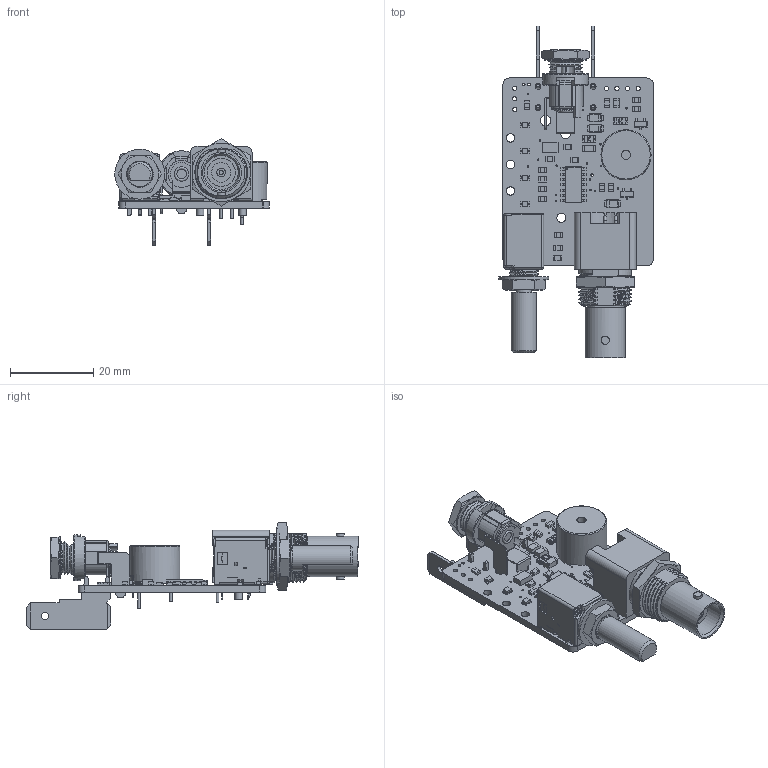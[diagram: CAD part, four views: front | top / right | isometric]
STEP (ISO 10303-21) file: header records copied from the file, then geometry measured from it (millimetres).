
FILE_DESCRIPTION(/* description */ (''),/* implementation_level */ '2;1');
FILE_NAME(/* name */ 'Papra Control PCBA v0.5.step',/* time_stamp */ '2021-05-22T14:35:53-07:00',/* author */ (''),/* organization */ (''),/* preprocessor_version */ 'ST-DEVELOPER v18.1',/* originating_system */ 'Autodesk Translation Framework v10.6.0.1341',/* authorisation */ '');
FILE_SCHEMA (('AUTOMOTIVE_DESIGN { 1 0 10303 214 3 1 1 }'));
Products named in the file (23): Papra Control PCBA v0.5; M-TEC-1217754-1; M-TTE-P091S-FC20BR10K; M-CUI-PJ-066A; M-TE-5227161-9; Papra v0.5; Packages; SODFL3718X115; SOIC127P600X144-14; SOT23; CHIPLED_0805; A/3216-18R; C0805; R0805; SOT25; Board; M-Littelfuse-1206L150THWR; M-CUI-CMI-1295-1285T; M-TTE-34-1032-2A; M-TTE-P091S; M-CUI-PJ-005X-HDW; M-CUI-PJ-005X-HDW_1; M-TE-1-1634816
Assembly tree (45 placements, depth 4):
  Papra Control PCBA v0.5
    M-TEC-1217754-1  x2
    M-TTE-P091S-FC20BR10K
    M-CUI-PJ-066A
    M-TE-5227161-9
    Papra v0.5
      Packages
        SODFL3718X115  x3
        SOIC127P600X144-14
        SOT23  x2
        CHIPLED_0805  x5
        A/3216-18R
        C0805  x3
        R0805  x13
        SOT25
      Board
    M-Littelfuse-1206L150THWR  x2
    M-CUI-CMI-1295-1285T
    M-TTE-34-1032-2A
    M-TTE-P091S
    M-CUI-PJ-005X-HDW
    M-CUI-PJ-005X-HDW_1
    M-TE-1-1634816
Bounding box: 37 x 79.53 x 25.56 mm (x, y, z)
Volume: 10387.2 mm3; surface area: 12609.8 mm2
Topology: 72 solids, 72 shells, 2390 faces, 6282 edges, 4093 vertices
Faces by surface type: plane 1752, cylinder 449, bspline 89, cone 64, sphere 22, torus 14
Full cylindrical faces by diameter (mm): 0.3 x1, 0.35 x15, 0.6 x2, 0.65 x3, 0.686 x2, 0.711 x2, 0.75 x2, 0.89 x2, 1.016 x10, 1.05 x5, 1.16 x1, 1.2 x4, 1.397 x4, 1.7 x2, 1.778 x2, 1.8 x2, 1.829 x2, 1.981 x2, 2 x4, 2.083 x1, 2.1 x2, 2.2 x2, 2.388 x1, 2.4 x1, 2.5 x3, 2.6 x1, 3.4 x1, 3.5 x1, 3.51 x1, 3.75 x1
Entity records: 57773 total; most frequent: CARTESIAN_POINT 17978, ORIENTED_EDGE 8046, DIRECTION 7695, EDGE_CURVE 4023, LINE 2853, VECTOR 2853, VERTEX_POINT 2621, AXIS2_PLACEMENT_3D 2421
